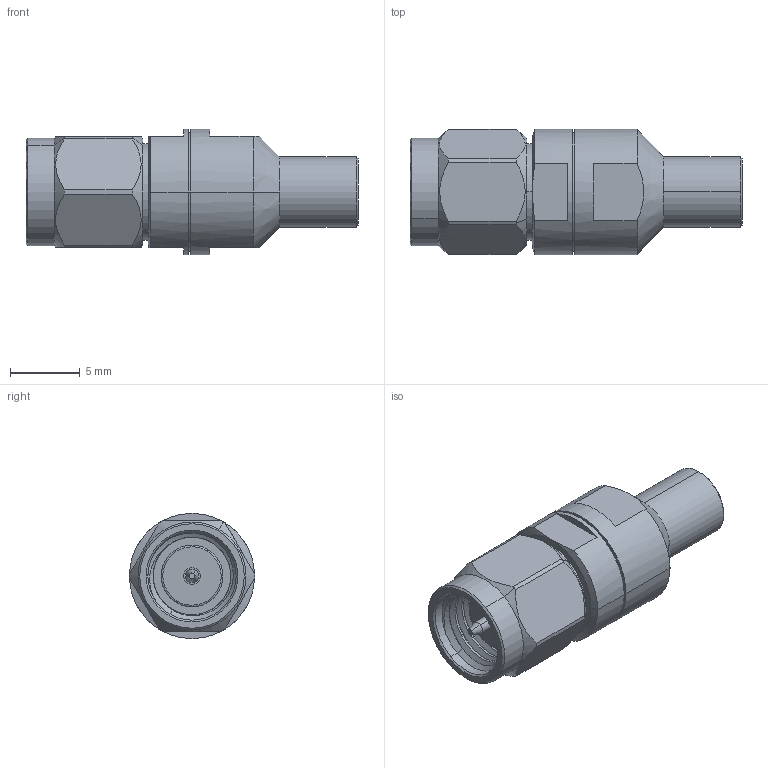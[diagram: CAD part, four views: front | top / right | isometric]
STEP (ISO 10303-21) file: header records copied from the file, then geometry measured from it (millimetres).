
FILE_DESCRIPTION (( 'STEP AP203' ), '1' );
FILE_NAME ('FMAD1012.step', '2019-06-07T19:35:12', ( '' ), ( '' ), 'SwSTEP 2.0', 'SolidWorks 2018', '' );
FILE_SCHEMA (( 'CONFIG_CONTROL_DESIGN' ));
Length unit declared in the file: inch
Products named in the file (1): FMAD1012
Bounding box: 23.88 x 9 x 9 mm (x, y, z)
Volume: 977.5 mm3; surface area: 918.3 mm2
Topology: 1 solids, 1 shells, 104 faces, 250 edges, 157 vertices
Faces by surface type: cylinder 47, plane 26, cone 24, bspline 5, sphere 2
Entity records: 5116 total; most frequent: CARTESIAN_POINT 2691, DIRECTION 496, ORIENTED_EDGE 492, EDGE_CURVE 246, AXIS2_PLACEMENT_3D 204, VERTEX_POINT 155, EDGE_LOOP 115, CIRCLE 104
